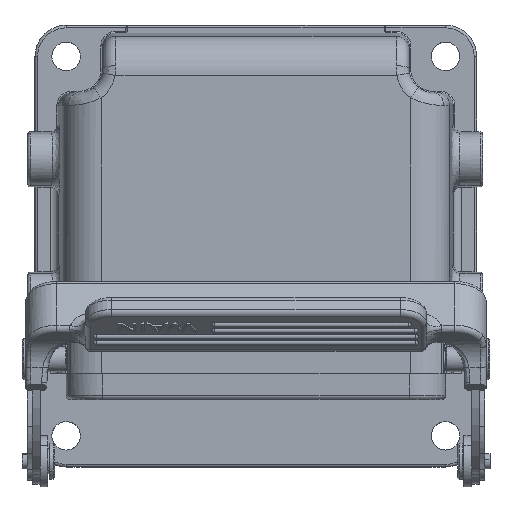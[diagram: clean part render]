
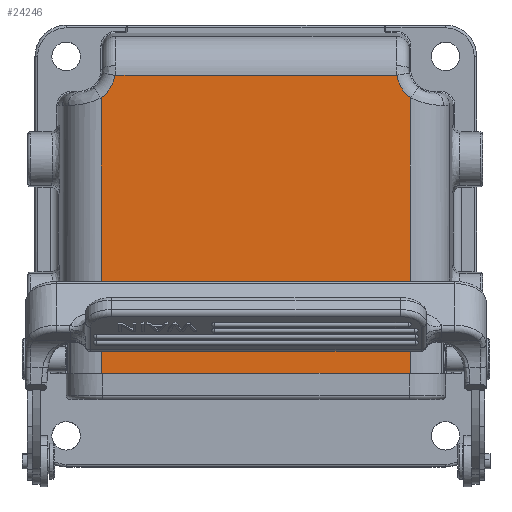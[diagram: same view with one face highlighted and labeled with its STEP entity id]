
A CAD part, top view. The second image highlights one B-rep face of the part: STEP entity #24246.
In plain terms, the highlighted planar face has unit normal (0, 0, 1).
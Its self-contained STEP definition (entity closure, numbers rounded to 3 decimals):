
#319=CARTESIAN_POINT('',(16.76,75.504,-0.743));
#1586=DIRECTION('',(-1.,0.,0.));
#1587=VECTOR('',#1586,59.49);
#1588=CARTESIAN_POINT('',(73.615,18.145,
-0.743));
#1589=LINE('',#1588,#1587);
#1590=CARTESIAN_POINT('',(9.87,76.745,
-0.743));
#1591=DIRECTION('',(0.,0.,1.));
#1592=DIRECTION('',(0.608,-0.794,0.));
#1593=AXIS2_PLACEMENT_3D('',#1590,#1591,#1592);
#1595=DIRECTION('',(1.,0.,0.));
#1596=VECTOR('',#1595,54.221);
#1597=CARTESIAN_POINT('',(16.76,75.504,
-0.743));
#1598=LINE('',#1597,#1596);
#1599=CARTESIAN_POINT('',(77.87,76.745,
-0.743));
#1600=DIRECTION('',(0.,0.,1.));
#1601=DIRECTION('',(-0.984,-0.177,0.));
#1602=AXIS2_PLACEMENT_3D('',#1599,#1600,#1601);
#1604=DIRECTION('',(0.,-1.,0.));
#1605=VECTOR('',#1604,53.042);
#1606=CARTESIAN_POINT('',(73.615,71.186,
-0.743));
#1607=LINE('',#1606,#1605);
#10595=DIRECTION('',(0.,-1.,0.));
#10596=VECTOR('',#10595,53.042);
#10597=CARTESIAN_POINT('',(14.125,71.186,
-0.743));
#10598=LINE('',#10597,#10596);
#15775=CARTESIAN_POINT('',(73.615,71.186,
-0.743));
#18233=VERTEX_POINT('',#15775);
#18347=VERTEX_POINT('',#319);
#18348=CARTESIAN_POINT('',(70.98,75.504,
-0.743));
#18349=VERTEX_POINT('',#18348);
#18366=CARTESIAN_POINT('',(14.125,71.186,
-0.743));
#18367=VERTEX_POINT('',#18366);
#22067=CARTESIAN_POINT('',(73.615,18.145,
-0.743));
#22068=VERTEX_POINT('',#22067);
#22069=CARTESIAN_POINT('',(14.125,18.145,
-0.743));
#22070=VERTEX_POINT('',#22069);
#24229=CARTESIAN_POINT('',(43.87,46.824,
-0.743));
#24230=DIRECTION('',(0.,0.,1.));
#24231=DIRECTION('',(0.,1.,0.));
#24232=AXIS2_PLACEMENT_3D('',#24229,#24230,#24231);
#24233=PLANE('',#24232);
#24235=ORIENTED_EDGE('',*,*,#24234,.T.);
#24237=ORIENTED_EDGE('',*,*,#24236,.F.);
#24238=ORIENTED_EDGE('',*,*,#24223,.T.);
#24239=ORIENTED_EDGE('',*,*,#22777,.T.);
#24241=ORIENTED_EDGE('',*,*,#24240,.T.);
#24243=ORIENTED_EDGE('',*,*,#24242,.T.);
#24244=EDGE_LOOP('',(#24235,#24237,#24238,#24239,#24241,#24243));
#24245=FACE_OUTER_BOUND('',#24244,.F.);
#1594=CIRCLE('',#1593,7.);
#1603=CIRCLE('',#1602,7.);
#22777=EDGE_CURVE('',#18347,#18349,#1598,.T.);
#24223=EDGE_CURVE('',#18367,#18347,#1594,.T.);
#24234=EDGE_CURVE('',#22068,#22070,#1589,.T.);
#24236=EDGE_CURVE('',#18367,#22070,#10598,.T.);
#24240=EDGE_CURVE('',#18349,#18233,#1603,.T.);
#24242=EDGE_CURVE('',#18233,#22068,#1607,.T.);
#24246=ADVANCED_FACE('',(#24245),#24233,.T.);
